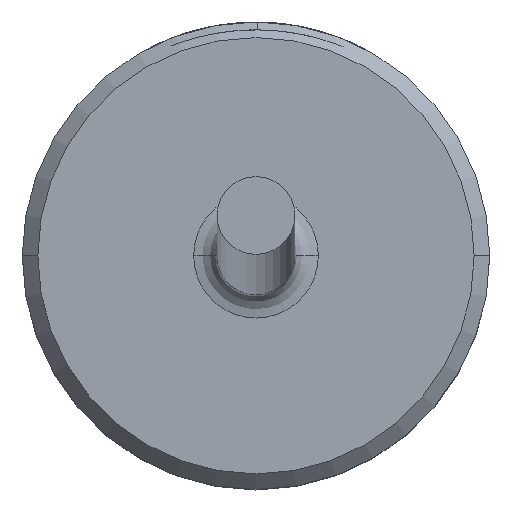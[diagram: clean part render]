
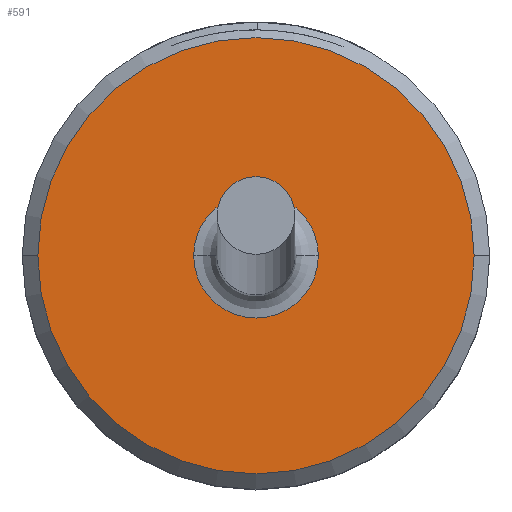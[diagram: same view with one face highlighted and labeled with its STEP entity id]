
A CAD part, top view. The second image highlights one B-rep face of the part: STEP entity #591.
In plain terms, the highlighted planar face has unit normal (0, 0, 1).
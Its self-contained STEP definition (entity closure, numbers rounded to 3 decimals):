
#14 = DIRECTION ( 'NONE',  ( 1., 0., 0. ) ) ;
#20 = EDGE_CURVE ( 'NONE', #922, #945, #246, .T. ) ;
#23 = CIRCLE ( 'NONE', #869, 2.8 ) ;
#39 = FACE_BOUND ( 'NONE', #59, .T. ) ;
#59 = EDGE_LOOP ( 'NONE', ( #1006, #578 ) ) ;
#98 = DIRECTION ( 'NONE',  ( 0., 0., -1. ) ) ;
#161 = DIRECTION ( 'NONE',  ( 0., 0., 1. ) ) ;
#205 = CIRCLE ( 'NONE', #410, 0.8 ) ;
#246 = CIRCLE ( 'NONE', #592, 0.8 ) ;
#260 = EDGE_CURVE ( 'NONE', #749, #735, #23, .T. ) ;
#305 = CIRCLE ( 'NONE', #1102, 2.8 ) ;
#359 = DIRECTION ( 'NONE',  ( 1., 0., 0. ) ) ;
#377 = CARTESIAN_POINT ( 'NONE',  ( -2.8, 0., 4. ) ) ;
#382 = EDGE_CURVE ( 'NONE', #735, #749, #305, .T. ) ;
#410 = AXIS2_PLACEMENT_3D ( 'NONE', #638, #98, #729 ) ;
#448 = DIRECTION ( 'NONE',  ( 0., 0., 1. ) ) ;
#455 = CARTESIAN_POINT ( 'NONE',  ( 0., 0., 4. ) ) ;
#467 = PLANE ( 'NONE',  #1024 ) ;
#469 = ORIENTED_EDGE ( 'NONE', *, *, #382, .T. ) ;
#478 = ORIENTED_EDGE ( 'NONE', *, *, #260, .T. ) ;
#505 = EDGE_CURVE ( 'NONE', #945, #922, #205, .T. ) ;
#560 = CARTESIAN_POINT ( 'NONE',  ( 2.8, 0., 4. ) ) ;
#561 = DIRECTION ( 'NONE',  ( 0., 0., 1. ) ) ;
#578 = ORIENTED_EDGE ( 'NONE', *, *, #20, .T. ) ;
#591 = ADVANCED_FACE ( 'NONE', ( #1007, #39 ), #467, .T. ) ;
#592 = AXIS2_PLACEMENT_3D ( 'NONE', #1056, #1141, #1078 ) ;
#596 = CARTESIAN_POINT ( 'NONE',  ( 0.8, 0., 4. ) ) ;
#638 = CARTESIAN_POINT ( 'NONE',  ( 0., 0., 4. ) ) ;
#698 = CARTESIAN_POINT ( 'NONE',  ( 0., 0., 4. ) ) ;
#729 = DIRECTION ( 'NONE',  ( -1., 0., 0. ) ) ;
#735 = VERTEX_POINT ( 'NONE', #560 ) ;
#749 = VERTEX_POINT ( 'NONE', #377 ) ;
#797 = DIRECTION ( 'NONE',  ( 1., 0., 0. ) ) ;
#861 = CARTESIAN_POINT ( 'NONE',  ( -0.8, 0., 4. ) ) ;
#869 = AXIS2_PLACEMENT_3D ( 'NONE', #455, #448, #359 ) ;
#922 = VERTEX_POINT ( 'NONE', #596 ) ;
#945 = VERTEX_POINT ( 'NONE', #861 ) ;
#1006 = ORIENTED_EDGE ( 'NONE', *, *, #505, .T. ) ;
#1007 = FACE_OUTER_BOUND ( 'NONE', #1096, .T. ) ;
#1024 = AXIS2_PLACEMENT_3D ( 'NONE', #1090, #561, #14 ) ;
#1056 = CARTESIAN_POINT ( 'NONE',  ( 0., 0., 4. ) ) ;
#1078 = DIRECTION ( 'NONE',  ( -1., 0., 0. ) ) ;
#1090 = CARTESIAN_POINT ( 'NONE',  ( 0., 0., 4. ) ) ;
#1096 = EDGE_LOOP ( 'NONE', ( #478, #469 ) ) ;
#1102 = AXIS2_PLACEMENT_3D ( 'NONE', #698, #161, #797 ) ;
#1141 = DIRECTION ( 'NONE',  ( 0., 0., -1. ) ) ;
